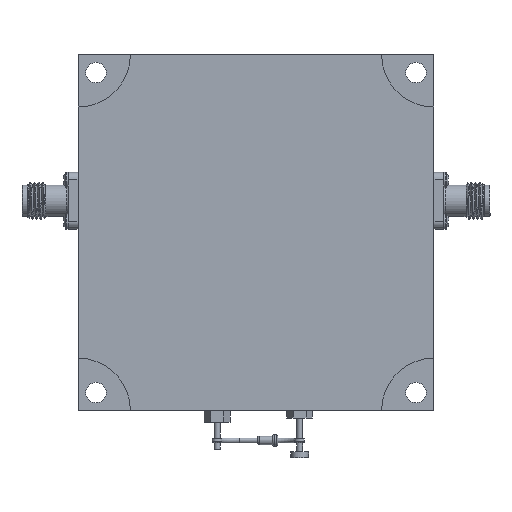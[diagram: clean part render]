
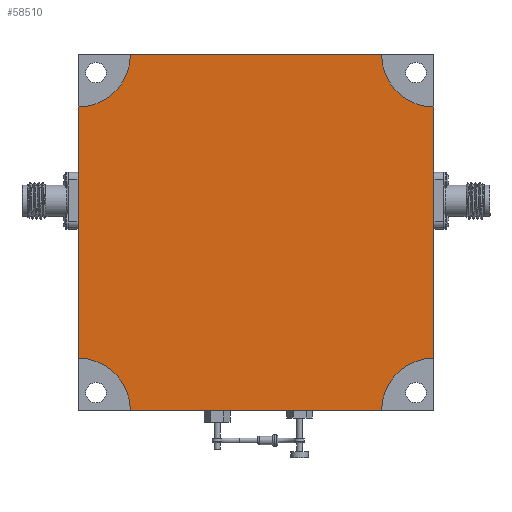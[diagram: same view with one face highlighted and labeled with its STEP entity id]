
A CAD part, front view. The second image highlights one B-rep face of the part: STEP entity #58510.
In plain terms, the highlighted planar face has unit normal (0, -1, 0).
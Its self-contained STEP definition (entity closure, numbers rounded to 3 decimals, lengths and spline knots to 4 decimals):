
#1323 = DIRECTION ( 'NONE',  ( 0., -1., 0. ) ) ;
#1950 = AXIS2_PLACEMENT_3D ( 'NONE', #9211, #46482, #46866 ) ;
#2374 = AXIS2_PLACEMENT_3D ( 'NONE', #23081, #4644, #9562 ) ;
#2873 = CIRCLE ( 'NONE', #55208, 0.35 ) ;
#4644 = DIRECTION ( 'NONE',  ( 0., -1., 0. ) ) ;
#6389 = EDGE_CURVE ( 'NONE', #59368, #35388, #47148, .T. ) ;
#7211 = VECTOR ( 'NONE', #42221, 39.3701 ) ;
#7437 = CARTESIAN_POINT ( 'NONE',  ( 0.84, -0.36, -1.19 ) ) ;
#9211 = CARTESIAN_POINT ( 'NONE',  ( 1.19, -0.36, 1.19 ) ) ;
#9562 = DIRECTION ( 'NONE',  ( 0., 0., -1. ) ) ;
#10496 = DIRECTION ( 'NONE',  ( 0., 0., -1. ) ) ;
#11526 = ORIENTED_EDGE ( 'NONE', *, *, #80443, .F. ) ;
#12310 = CARTESIAN_POINT ( 'NONE',  ( -1.19, -0.36, -1.19 ) ) ;
#12797 = DIRECTION ( 'NONE',  ( 0., 0., -1. ) ) ;
#13181 = DIRECTION ( 'NONE',  ( 0., -1., 0. ) ) ;
#13673 = CARTESIAN_POINT ( 'NONE',  ( -1.19, -0.36, 1.19 ) ) ;
#16235 = DIRECTION ( 'NONE',  ( 0., 0., -1. ) ) ;
#16974 = VECTOR ( 'NONE', #27154, 39.3701 ) ;
#17516 = VERTEX_POINT ( 'NONE', #35786 ) ;
#19342 = ORIENTED_EDGE ( 'NONE', *, *, #24320, .F. ) ;
#20124 = ORIENTED_EDGE ( 'NONE', *, *, #55997, .F. ) ;
#21193 = ORIENTED_EDGE ( 'NONE', *, *, #22885, .F. ) ;
#22885 = EDGE_CURVE ( 'NONE', #17516, #37384, #30578, .T. ) ;
#23081 = CARTESIAN_POINT ( 'NONE',  ( -1.19, -0.36, 1.19 ) ) ;
#23793 = CARTESIAN_POINT ( 'NONE',  ( -0.84, -0.36, 1.19 ) ) ;
#24320 = EDGE_CURVE ( 'NONE', #35388, #33654, #70157, .T. ) ;
#24623 = EDGE_LOOP ( 'NONE', ( #20124, #21193, #43710, #69100, #28782, #19342, #53867, #11526 ) ) ;
#27154 = DIRECTION ( 'NONE',  ( 0., 0., 1. ) ) ;
#27240 = CIRCLE ( 'NONE', #2374, 0.35 ) ;
#27963 = CARTESIAN_POINT ( 'NONE',  ( -1.19, -0.36, 1.19 ) ) ;
#28782 = ORIENTED_EDGE ( 'NONE', *, *, #41431, .F. ) ;
#29341 = FACE_OUTER_BOUND ( 'NONE', #24623, .T. ) ;
#29512 = CARTESIAN_POINT ( 'NONE',  ( -1.19, -0.36, -0.84 ) ) ;
#30578 = LINE ( 'NONE', #54727, #65720 ) ;
#33654 = VERTEX_POINT ( 'NONE', #57107 ) ;
#35388 = VERTEX_POINT ( 'NONE', #29512 ) ;
#35786 = CARTESIAN_POINT ( 'NONE',  ( 1.19, -0.36, 0.84 ) ) ;
#36888 = LINE ( 'NONE', #12310, #7211 ) ;
#37384 = VERTEX_POINT ( 'NONE', #63602 ) ;
#39264 = VECTOR ( 'NONE', #69334, 39.3701 ) ;
#40140 = VERTEX_POINT ( 'NONE', #23793 ) ;
#40390 = CARTESIAN_POINT ( 'NONE',  ( -0.84, -0.36, -1.19 ) ) ;
#41431 = EDGE_CURVE ( 'NONE', #33654, #40140, #27240, .T. ) ;
#42221 = DIRECTION ( 'NONE',  ( -1., 0., 0. ) ) ;
#43499 = DIRECTION ( 'NONE',  ( 0., 0., -1. ) ) ;
#43710 = ORIENTED_EDGE ( 'NONE', *, *, #75374, .F. ) ;
#44356 = LINE ( 'NONE', #13673, #39264 ) ;
#46482 = DIRECTION ( 'NONE',  ( 0., -1., 0. ) ) ;
#46592 = VERTEX_POINT ( 'NONE', #52703 ) ;
#46866 = DIRECTION ( 'NONE',  ( 0., 0., -1. ) ) ;
#47148 = CIRCLE ( 'NONE', #68032, 0.35 ) ;
#47759 = DIRECTION ( 'NONE',  ( 0., -1., 0. ) ) ;
#50474 = EDGE_CURVE ( 'NONE', #40140, #46592, #44356, .T. ) ;
#52703 = CARTESIAN_POINT ( 'NONE',  ( 0.84, -0.36, 1.19 ) ) ;
#53867 = ORIENTED_EDGE ( 'NONE', *, *, #6389, .F. ) ;
#54727 = CARTESIAN_POINT ( 'NONE',  ( 1.19, -0.36, 1.19 ) ) ;
#55208 = AXIS2_PLACEMENT_3D ( 'NONE', #57422, #1323, #12797 ) ;
#55560 = CIRCLE ( 'NONE', #1950, 0.35 ) ;
#55997 = EDGE_CURVE ( 'NONE', #37384, #62522, #2873, .T. ) ;
#57107 = CARTESIAN_POINT ( 'NONE',  ( -1.19, -0.36, 0.84 ) ) ;
#57422 = CARTESIAN_POINT ( 'NONE',  ( 1.19, -0.36, -1.19 ) ) ;
#58510 = ADVANCED_FACE ( 'NONE', ( #29341 ), #78881, .T. ) ;
#59368 = VERTEX_POINT ( 'NONE', #40390 ) ;
#62522 = VERTEX_POINT ( 'NONE', #7437 ) ;
#63602 = CARTESIAN_POINT ( 'NONE',  ( 1.19, -0.36, -0.84 ) ) ;
#65364 = CARTESIAN_POINT ( 'NONE',  ( 0., -0.36, 0. ) ) ;
#65645 = AXIS2_PLACEMENT_3D ( 'NONE', #65364, #47759, #16235 ) ;
#65720 = VECTOR ( 'NONE', #10496, 39.3701 ) ;
#68032 = AXIS2_PLACEMENT_3D ( 'NONE', #69258, #13181, #43499 ) ;
#69100 = ORIENTED_EDGE ( 'NONE', *, *, #50474, .F. ) ;
#69258 = CARTESIAN_POINT ( 'NONE',  ( -1.19, -0.36, -1.19 ) ) ;
#69334 = DIRECTION ( 'NONE',  ( 1., 0., 0. ) ) ;
#70157 = LINE ( 'NONE', #27963, #16974 ) ;
#75374 = EDGE_CURVE ( 'NONE', #46592, #17516, #55560, .T. ) ;
#78881 = PLANE ( 'NONE',  #65645 ) ;
#80443 = EDGE_CURVE ( 'NONE', #62522, #59368, #36888, .T. ) ;
